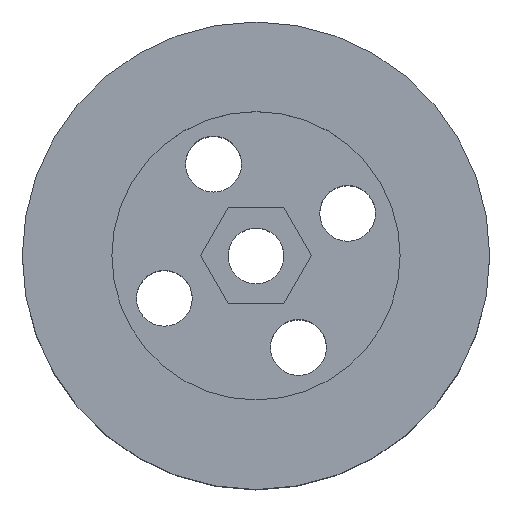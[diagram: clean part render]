
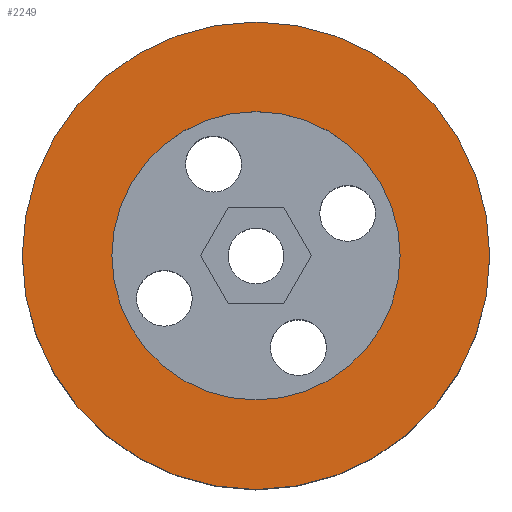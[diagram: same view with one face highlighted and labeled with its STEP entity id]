
A CAD part, top view. The second image highlights one B-rep face of the part: STEP entity #2249.
In plain terms, the highlighted planar face has unit normal (0, 0, 1).
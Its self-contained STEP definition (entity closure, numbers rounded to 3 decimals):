
#22=FACE_BOUND('',#273,.T.);
#51=PLANE('',#2499);
#128=FACE_OUTER_BOUND('',#272,.T.);
#272=EDGE_LOOP('',(#1525));
#273=EDGE_LOOP('',(#1526));
#568=CIRCLE('',#2403,11.1);
#631=CIRCLE('',#2483,18.);
#836=VERTEX_POINT('',#3719);
#899=VERTEX_POINT('',#3863);
#1055=EDGE_CURVE('',#836,#836,#568,.T.);
#1119=EDGE_CURVE('',#899,#899,#631,.T.);
#1525=ORIENTED_EDGE('',*,*,#1119,.F.);
#1526=ORIENTED_EDGE('',*,*,#1055,.T.);
#2249=ADVANCED_FACE('',(#128,#22),#51,.F.);
#2403=AXIS2_PLACEMENT_3D('',#3720,#2845,#2846);
#2483=AXIS2_PLACEMENT_3D('',#3864,#3006,#3007);
#2499=AXIS2_PLACEMENT_3D('',#3881,#3039,#3040);
#2845=DIRECTION('center_axis',(0.,0.,-1.));
#2846=DIRECTION('ref_axis',(1.,0.,0.));
#3006=DIRECTION('center_axis',(0.,0.,-1.));
#3007=DIRECTION('ref_axis',(1.,0.,0.));
#3039=DIRECTION('center_axis',(0.,0.,-1.));
#3040=DIRECTION('ref_axis',(-1.,0.,0.));
#3719=CARTESIAN_POINT('',(-11.1,0.,18.5));
#3720=CARTESIAN_POINT('Origin',(0.,0.,18.5));
#3863=CARTESIAN_POINT('',(0.,-18.,18.5));
#3864=CARTESIAN_POINT('Origin',(0.,0.,18.5));
#3881=CARTESIAN_POINT('Origin',(0.,0.,18.5));
